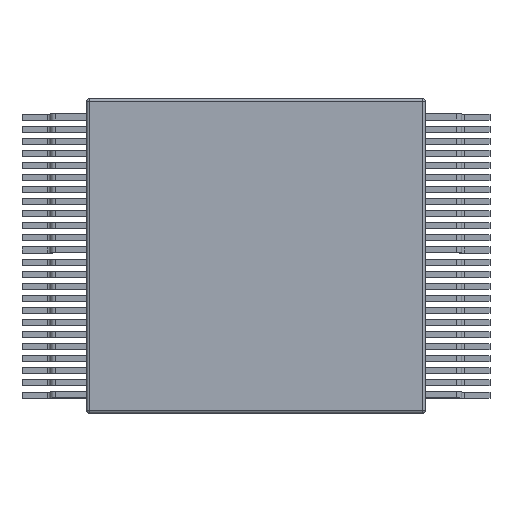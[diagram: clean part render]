
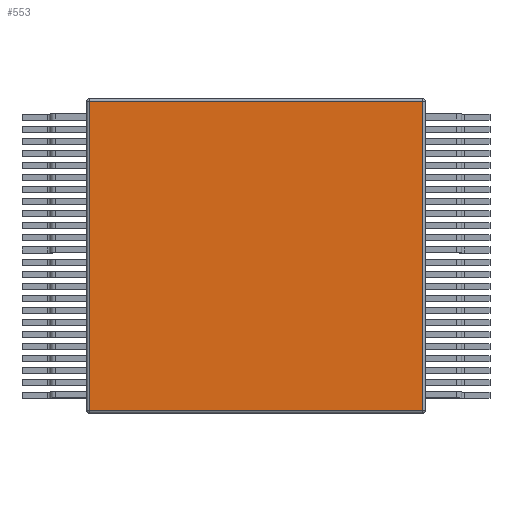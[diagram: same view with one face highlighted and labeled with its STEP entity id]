
A CAD part, top view. The second image highlights one B-rep face of the part: STEP entity #553.
In plain terms, the highlighted planar face has unit normal (0, 0, 1).
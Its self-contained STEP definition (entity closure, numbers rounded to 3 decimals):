
#379 = VERTEX_POINT('',#380);
#380 = CARTESIAN_POINT('',(0.1,0.1,2.5));
#387 = EDGE_CURVE('',#379,#388,#390,.T.);
#388 = VERTEX_POINT('',#389);
#389 = CARTESIAN_POINT('',(0.1,12.9,2.5));
#390 = LINE('',#391,#392);
#391 = CARTESIAN_POINT('',(0.1,0.,2.5));
#392 = VECTOR('',#393,1.);
#393 = DIRECTION('',(0.,1.,0.));
#553 = ADVANCED_FACE('',(#554),#579,.T.);
#554 = FACE_BOUND('',#555,.T.);
#555 = EDGE_LOOP('',(#556,#557,#565,#573));
#556 = ORIENTED_EDGE('',*,*,#387,.F.);
#557 = ORIENTED_EDGE('',*,*,#558,.T.);
#558 = EDGE_CURVE('',#379,#559,#561,.T.);
#559 = VERTEX_POINT('',#560);
#560 = CARTESIAN_POINT('',(13.9,0.1,2.5));
#561 = LINE('',#562,#563);
#562 = CARTESIAN_POINT('',(0.,0.1,2.5));
#563 = VECTOR('',#564,1.);
#564 = DIRECTION('',(1.,0.,0.));
#565 = ORIENTED_EDGE('',*,*,#566,.T.);
#566 = EDGE_CURVE('',#559,#567,#569,.T.);
#567 = VERTEX_POINT('',#568);
#568 = CARTESIAN_POINT('',(13.9,12.9,2.5));
#569 = LINE('',#570,#571);
#570 = CARTESIAN_POINT('',(13.9,0.,2.5));
#571 = VECTOR('',#572,1.);
#572 = DIRECTION('',(0.,1.,0.));
#573 = ORIENTED_EDGE('',*,*,#574,.F.);
#574 = EDGE_CURVE('',#388,#567,#575,.T.);
#575 = LINE('',#576,#577);
#576 = CARTESIAN_POINT('',(0.,12.9,2.5));
#577 = VECTOR('',#578,1.);
#578 = DIRECTION('',(1.,0.,0.));
#579 = PLANE('',#580);
#580 = AXIS2_PLACEMENT_3D('',#581,#582,#583);
#581 = CARTESIAN_POINT('',(0.,0.,2.5));
#582 = DIRECTION('',(0.,0.,1.));
#583 = DIRECTION('',(1.,0.,0.));
